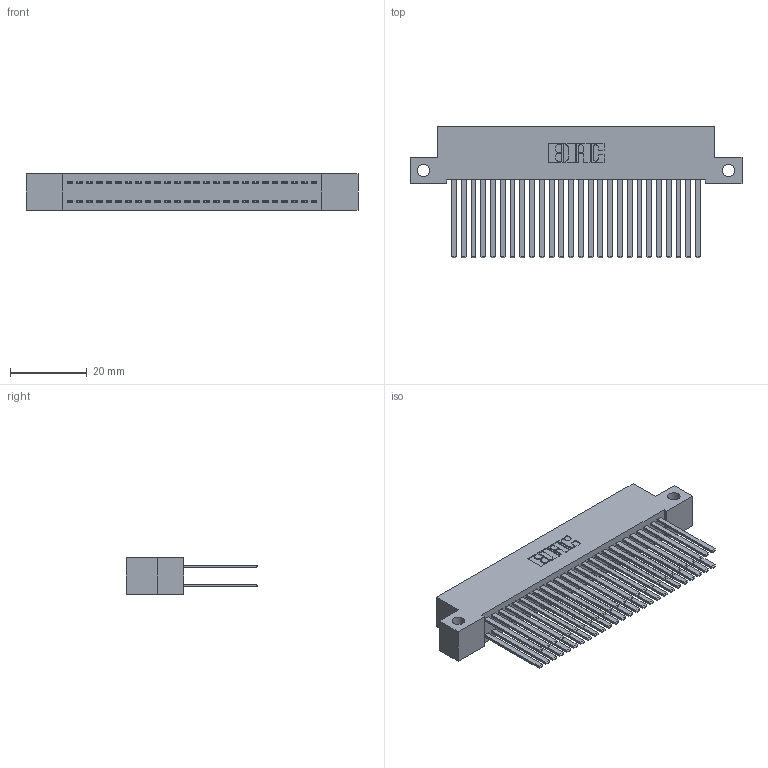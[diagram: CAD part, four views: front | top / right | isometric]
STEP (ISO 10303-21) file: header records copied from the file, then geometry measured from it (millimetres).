
FILE_DESCRIPTION (( 'STEP AP203' ), '1' );
FILE_NAME ('392-052-544-212.STEP', '2018-08-17T06:03:25', ( '' ), ( '' ), 'SwSTEP 2.0', 'SolidWorks 2016', '' );
FILE_SCHEMA (( 'CONFIG_CONTROL_DESIGN' ));
Length unit declared in the file: inch
Products named in the file (3): 392-052-544-212; 342 Part_Side Mount; 345-292-001_345-293-144
Assembly tree (53 placements, depth 2):
  392-052-544-212
    342 Part_Side Mount
    345-292-001_345-293-144  x52
Bounding box: 86.36 x 34.3 x 9.4 mm (x, y, z)
Volume: 8338.7 mm3; surface area: 15038 mm2
Topology: 53 solids, 53 shells, 2502 faces, 7423 edges, 4878 vertices
Faces by surface type: plane 1730, cylinder 772
Entity records: 18483 total; most frequent: CARTESIAN_POINT 3078, ORIENTED_EDGE 3014, DIRECTION 2655, EDGE_CURVE 1507, LINE 1383, VECTOR 1383, VERTEX_POINT 1002, AXIS2_PLACEMENT_3D 636
